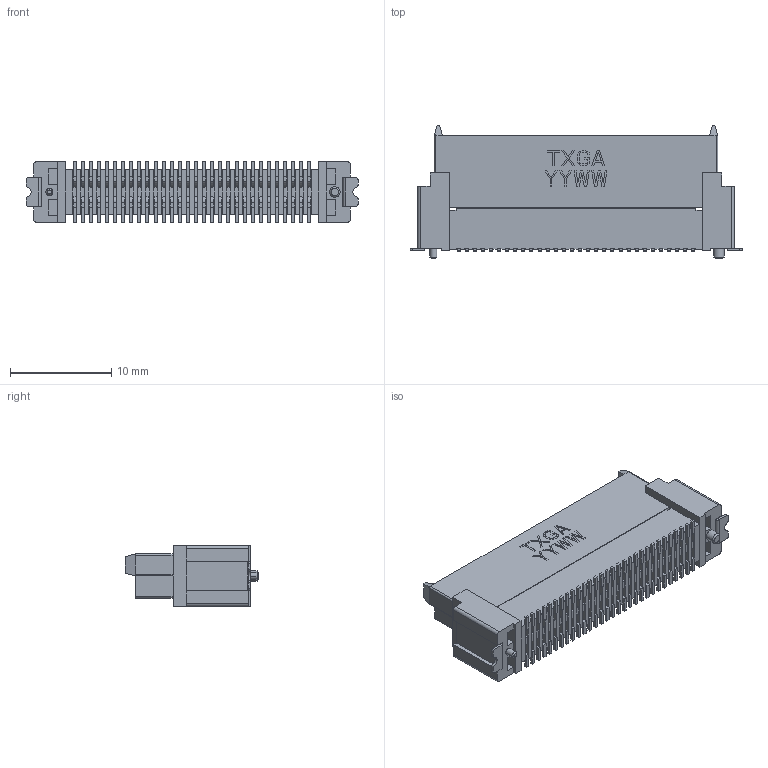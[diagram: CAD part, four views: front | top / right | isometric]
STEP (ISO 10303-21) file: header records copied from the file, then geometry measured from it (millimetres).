
FILE_DESCRIPTION((''),'2;1');
FILE_NAME('ASM0001_ASM','2025-09-26T18:52:10',('gongchengVV'),(''),'CREO PARAMETRIC BY PTC INC, 2020033','CREO PARAMETRIC BY PTC INC, 2020033','');
FILE_SCHEMA(('CONFIG_CONTROL_DESIGN'));
Products named in the file (1): ASM0001_ASM
Bounding box: 32.8 x 13.15 x 6 mm (x, y, z)
Volume: 1054.9 mm3; surface area: 3892.8 mm2
Topology: 1 solids, 1 shells, 1907 faces, 6437 edges, 4244 vertices
Faces by surface type: plane 1755, extrusion 120, cylinder 28, cone 4
Entity records: 75550 total; most frequent: CARTESIAN_POINT 19341, ORIENTED_EDGE 12874, DIRECTION 9939, EDGE_CURVE 6437, VECTOR 6253, LINE 6133, VERTEX_POINT 4244, EDGE_LOOP 2101
